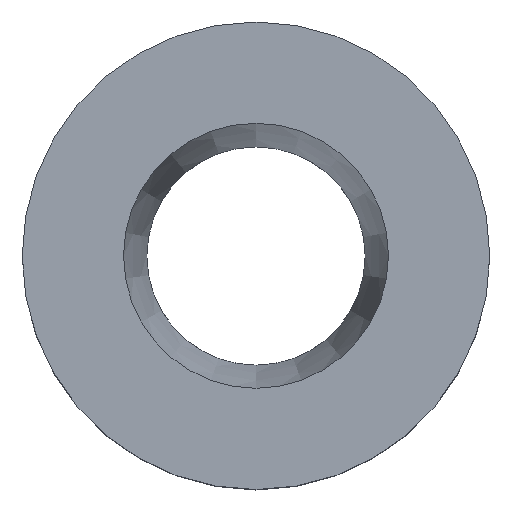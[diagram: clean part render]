
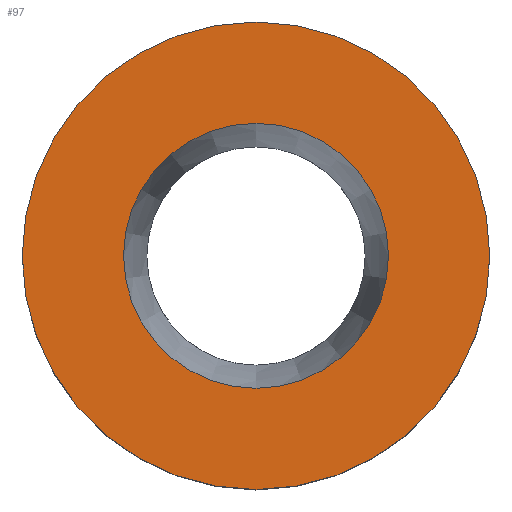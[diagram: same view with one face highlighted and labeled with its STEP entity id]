
A CAD part, top view. The second image highlights one B-rep face of the part: STEP entity #97.
In plain terms, the highlighted planar face has unit normal (0, 0, 1).
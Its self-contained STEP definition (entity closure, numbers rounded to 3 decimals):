
#17=FACE_BOUND('',#29,.T.);
#19=PLANE('',#120);
#22=FACE_OUTER_BOUND('',#28,.T.);
#28=EDGE_LOOP('',(#75));
#29=EDGE_LOOP('',(#76));
#43=CIRCLE('',#119,17.);
#44=CIRCLE('',#121,30.);
#52=VERTEX_POINT('',#172);
#53=VERTEX_POINT('',#176);
#61=EDGE_CURVE('',#52,#52,#43,.T.);
#62=EDGE_CURVE('',#53,#53,#44,.T.);
#75=ORIENTED_EDGE('',*,*,#62,.F.);
#76=ORIENTED_EDGE('',*,*,#61,.T.);
#97=ADVANCED_FACE('',(#22,#17),#19,.T.);
#119=AXIS2_PLACEMENT_3D('',#174,#140,#141);
#120=AXIS2_PLACEMENT_3D('',#175,#142,#143);
#121=AXIS2_PLACEMENT_3D('',#177,#144,#145);
#140=DIRECTION('center_axis',(0.,0.,-1.));
#141=DIRECTION('ref_axis',(1.,0.,0.));
#142=DIRECTION('center_axis',(0.,0.,1.));
#143=DIRECTION('ref_axis',(1.,0.,0.));
#144=DIRECTION('center_axis',(0.,0.,-1.));
#145=DIRECTION('ref_axis',(1.,0.,0.));
#172=CARTESIAN_POINT('',(0.,-17.,0.));
#174=CARTESIAN_POINT('Origin',(0.,0.,0.));
#175=CARTESIAN_POINT('Origin',(0.,30.,0.));
#176=CARTESIAN_POINT('',(0.,-30.,0.));
#177=CARTESIAN_POINT('Origin',(0.,0.,0.));
